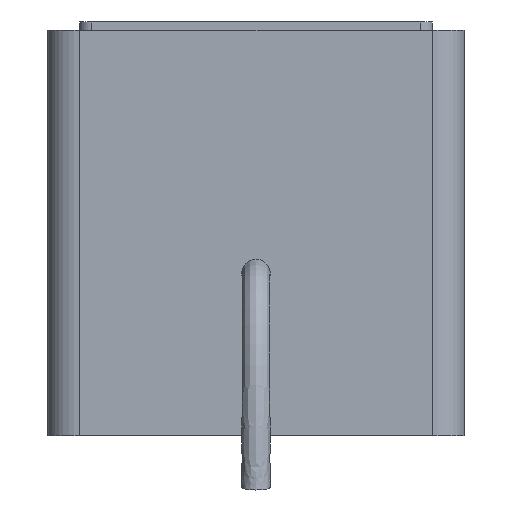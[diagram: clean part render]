
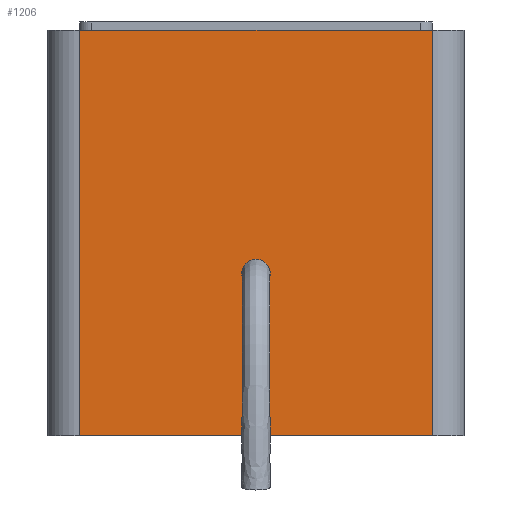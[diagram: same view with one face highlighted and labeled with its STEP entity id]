
A CAD part, left-side view. The second image highlights one B-rep face of the part: STEP entity #1206.
In plain terms, the highlighted planar face has unit normal (-1, 0, 0).
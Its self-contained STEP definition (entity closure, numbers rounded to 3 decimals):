
#27=FACE_BOUND('',#485,.T.);
#132=LINE('',#2319,#246);
#137=LINE('',#2336,#251);
#138=LINE('',#2339,#252);
#139=LINE('',#2340,#253);
#246=VECTOR('',#1511,10.);
#251=VECTOR('',#1530,10.);
#252=VECTOR('',#1533,10.);
#253=VECTOR('',#1534,10.);
#293=PLANE('',#1292);
#416=FACE_OUTER_BOUND('',#484,.T.);
#484=EDGE_LOOP('',(#1100,#1101,#1102,#1103));
#485=EDGE_LOOP('',(#1104));
#510=B_SPLINE_CURVE_WITH_KNOTS('',3,(#1650,#1651,#1652,#1653,#1654,#1655,
#1656,#1657,#1658,#1659,#1660,#1661,#1662,#1663,#1664,#1665,#1666,#1667,
#1668,#1669,#1670,#1671,#1672,#1673,#1674,#1675,#1676,#1677,#1678,#1679,
#1680,#1681,#1682,#1683,#1684,#1685),.UNSPECIFIED.,.T.,.F.,(4,2,2,2,2,2,
2,2,2,2,2,2,2,2,2,2,2,4),(0.,0.014,0.027,0.041,
0.055,0.068,0.082,0.096,
0.109,0.123,0.137,0.15,
0.164,0.178,0.191,0.205,
0.213,0.221),.UNSPECIFIED.);
#539=VERTEX_POINT('',#1649);
#638=VERTEX_POINT('',#2316);
#639=VERTEX_POINT('',#2318);
#644=VERTEX_POINT('',#2334);
#645=VERTEX_POINT('',#2338);
#647=EDGE_CURVE('',#539,#539,#510,.T.);
#793=EDGE_CURVE('',#638,#639,#132,.T.);
#802=EDGE_CURVE('',#639,#644,#137,.T.);
#803=EDGE_CURVE('',#645,#638,#138,.T.);
#804=EDGE_CURVE('',#644,#645,#139,.T.);
#1100=ORIENTED_EDGE('',*,*,#802,.F.);
#1101=ORIENTED_EDGE('',*,*,#793,.F.);
#1102=ORIENTED_EDGE('',*,*,#803,.F.);
#1103=ORIENTED_EDGE('',*,*,#804,.F.);
#1104=ORIENTED_EDGE('',*,*,#647,.T.);
#1206=ADVANCED_FACE('',(#416,#27),#293,.T.);
#1292=AXIS2_PLACEMENT_3D('',#2337,#1531,#1532);
#1511=DIRECTION('',(0.,1.,0.));
#1530=DIRECTION('',(0.,0.,1.));
#1531=DIRECTION('center_axis',(-1.,0.,0.));
#1532=DIRECTION('ref_axis',(0.,-1.,0.));
#1533=DIRECTION('',(0.,0.,-1.));
#1534=DIRECTION('',(0.,-1.,0.));
#1649=CARTESIAN_POINT('',(-24.15,0.,3.65));
#1650=CARTESIAN_POINT('Ctrl Pts',(-24.15,0.067,3.656));
#1651=CARTESIAN_POINT('Ctrl Pts',(-24.15,0.111,3.665));
#1652=CARTESIAN_POINT('Ctrl Pts',(-24.15,0.154,3.682));
#1653=CARTESIAN_POINT('Ctrl Pts',(-24.15,0.23,3.732));
#1654=CARTESIAN_POINT('Ctrl Pts',(-24.15,0.263,3.765));
#1655=CARTESIAN_POINT('Ctrl Pts',(-24.15,0.314,3.84));
#1656=CARTESIAN_POINT('Ctrl Pts',(-24.15,0.333,3.882));
#1657=CARTESIAN_POINT('Ctrl Pts',(-24.15,0.352,3.971));
#1658=CARTESIAN_POINT('Ctrl Pts',(-24.15,0.353,4.017));
#1659=CARTESIAN_POINT('Ctrl Pts',(-24.15,0.336,4.107));
#1660=CARTESIAN_POINT('Ctrl Pts',(-24.15,0.32,4.15));
#1661=CARTESIAN_POINT('Ctrl Pts',(-24.15,0.271,4.227));
#1662=CARTESIAN_POINT('Ctrl Pts',(-24.15,0.239,4.26));
#1663=CARTESIAN_POINT('Ctrl Pts',(-24.15,0.164,4.312));
#1664=CARTESIAN_POINT('Ctrl Pts',(-24.15,0.122,4.331));
#1665=CARTESIAN_POINT('Ctrl Pts',(-24.15,0.033,4.351));
#1666=CARTESIAN_POINT('Ctrl Pts',(-24.15,-0.013,4.353));
#1667=CARTESIAN_POINT('Ctrl Pts',(-24.15,-0.103,4.338));
#1668=CARTESIAN_POINT('Ctrl Pts',(-24.15,-0.146,4.321));
#1669=CARTESIAN_POINT('Ctrl Pts',(-24.15,-0.223,4.273));
#1670=CARTESIAN_POINT('Ctrl Pts',(-24.15,-0.257,4.242));
#1671=CARTESIAN_POINT('Ctrl Pts',(-24.15,-0.31,4.168));
#1672=CARTESIAN_POINT('Ctrl Pts',(-24.15,-0.329,4.127));
#1673=CARTESIAN_POINT('Ctrl Pts',(-24.15,-0.351,4.038));
#1674=CARTESIAN_POINT('Ctrl Pts',(-24.15,-0.353,
3.992));
#1675=CARTESIAN_POINT('Ctrl Pts',(-24.15,-0.339,3.902));
#1676=CARTESIAN_POINT('Ctrl Pts',(-24.15,-0.324,
3.859));
#1677=CARTESIAN_POINT('Ctrl Pts',(-24.15,-0.277,
3.781));
#1678=CARTESIAN_POINT('Ctrl Pts',(-24.15,-0.246,3.747));
#1679=CARTESIAN_POINT('Ctrl Pts',(-24.15,-0.172,3.692));
#1680=CARTESIAN_POINT('Ctrl Pts',(-24.15,-0.131,3.672));
#1681=CARTESIAN_POINT('Ctrl Pts',(-24.15,-0.062,3.655));
#1682=CARTESIAN_POINT('Ctrl Pts',(-24.15,-0.036,
3.651));
#1683=CARTESIAN_POINT('Ctrl Pts',(-24.15,0.016,
3.649));
#1684=CARTESIAN_POINT('Ctrl Pts',(-24.15,0.041,3.652));
#1685=CARTESIAN_POINT('Ctrl Pts',(-24.15,0.067,3.656));
#2316=CARTESIAN_POINT('',(-24.15,-4.35,0.));
#2318=CARTESIAN_POINT('',(-24.15,4.35,0.));
#2319=CARTESIAN_POINT('',(-24.15,-5.15,0.));
#2334=CARTESIAN_POINT('',(-24.15,4.35,10.));
#2336=CARTESIAN_POINT('',(-24.15,4.35,0.));
#2337=CARTESIAN_POINT('Origin',(-24.15,5.15,0.));
#2338=CARTESIAN_POINT('',(-24.15,-4.35,10.));
#2339=CARTESIAN_POINT('',(-24.15,-4.35,0.));
#2340=CARTESIAN_POINT('',(-24.15,-5.15,10.));
